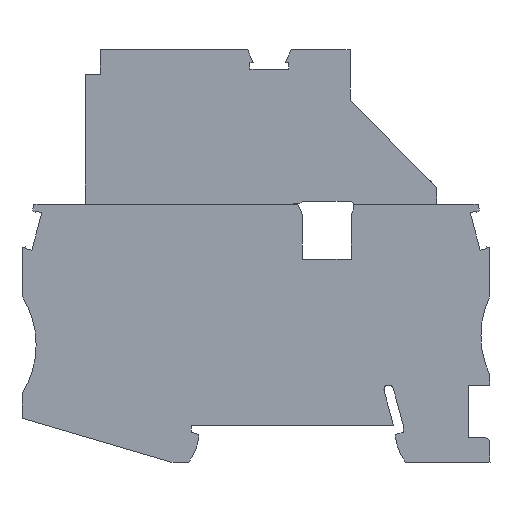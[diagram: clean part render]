
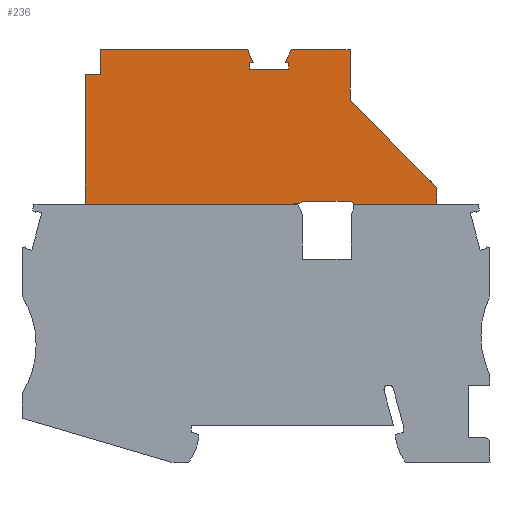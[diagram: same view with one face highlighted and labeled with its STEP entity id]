
A CAD part, left-side view. The second image highlights one B-rep face of the part: STEP entity #236.
In plain terms, the highlighted planar face has unit normal (-1, 0, 0).
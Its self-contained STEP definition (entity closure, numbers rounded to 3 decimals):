
#236=ADVANCED_FACE('',(#576),#577,.T.);
#576=FACE_OUTER_BOUND('',#1016,.T.);
#577=PLANE('',#1017);
#1016=EDGE_LOOP('',(#1647,#1648,#1649,#1650,#1651,#1652,#1653,#1654,#1655,#1656,#1657,#1658,#1659,#1660,#1661,#1662,#1663,#1664,#1665,#1666,#1667,#1668,#1669));
#1017=AXIS2_PLACEMENT_3D('',#1670,#1671,#1672);
#1647=ORIENTED_EDGE('',*,*,#2795,.F.);
#1648=ORIENTED_EDGE('',*,*,#2911,.T.);
#1649=ORIENTED_EDGE('',*,*,#2805,.F.);
#1650=ORIENTED_EDGE('',*,*,#2840,.T.);
#1651=ORIENTED_EDGE('',*,*,#2912,.T.);
#1652=ORIENTED_EDGE('',*,*,#2897,.T.);
#1653=ORIENTED_EDGE('',*,*,#2913,.T.);
#1654=ORIENTED_EDGE('',*,*,#2802,.T.);
#1655=ORIENTED_EDGE('',*,*,#2914,.T.);
#1656=ORIENTED_EDGE('',*,*,#2915,.T.);
#1657=ORIENTED_EDGE('',*,*,#2916,.F.);
#1658=ORIENTED_EDGE('',*,*,#2917,.T.);
#1659=ORIENTED_EDGE('',*,*,#2918,.T.);
#1660=ORIENTED_EDGE('',*,*,#2869,.T.);
#1661=ORIENTED_EDGE('',*,*,#2864,.T.);
#1662=ORIENTED_EDGE('',*,*,#2919,.F.);
#1663=ORIENTED_EDGE('',*,*,#2920,.F.);
#1664=ORIENTED_EDGE('',*,*,#2921,.F.);
#1665=ORIENTED_EDGE('',*,*,#2922,.F.);
#1666=ORIENTED_EDGE('',*,*,#2923,.F.);
#1667=ORIENTED_EDGE('',*,*,#2924,.F.);
#1668=ORIENTED_EDGE('',*,*,#2925,.T.);
#1669=ORIENTED_EDGE('',*,*,#2926,.F.);
#1670=CARTESIAN_POINT('',(0.025,47.875,54.875));
#1671=DIRECTION('',(-1.0,0.,0.));
#1672=DIRECTION('',(0.,-1.0,0.0));
#2795=EDGE_CURVE('',#3398,#3400,#3401,.T.);
#2802=EDGE_CURVE('',#3412,#3410,#3413,.T.);
#2805=EDGE_CURVE('',#3416,#3417,#3418,.T.);
#2840=EDGE_CURVE('',#3416,#3474,#3476,.T.);
#2864=EDGE_CURVE('',#3516,#3514,#3517,.T.);
#2869=EDGE_CURVE('',#3524,#3516,#3525,.T.);
#2897=EDGE_CURVE('',#3569,#3570,#3571,.T.);
#2911=EDGE_CURVE('',#3398,#3417,#3593,.T.);
#2912=EDGE_CURVE('',#3474,#3569,#3594,.T.);
#2913=EDGE_CURVE('',#3570,#3412,#3595,.T.);
#2914=EDGE_CURVE('',#3410,#3596,#3597,.T.);
#2915=EDGE_CURVE('',#3596,#3598,#3599,.T.);
#2916=EDGE_CURVE('',#3600,#3598,#3601,.T.);
#2917=EDGE_CURVE('',#3600,#3602,#3603,.T.);
#2918=EDGE_CURVE('',#3602,#3524,#3604,.T.);
#2919=EDGE_CURVE('',#3605,#3514,#3606,.T.);
#2920=EDGE_CURVE('',#3607,#3605,#3608,.T.);
#2921=EDGE_CURVE('',#3609,#3607,#3610,.T.);
#2922=EDGE_CURVE('',#3611,#3609,#3612,.T.);
#2923=EDGE_CURVE('',#3613,#3611,#3614,.T.);
#2924=EDGE_CURVE('',#3615,#3613,#3616,.T.);
#2925=EDGE_CURVE('',#3615,#3617,#3618,.T.);
#2926=EDGE_CURVE('',#3400,#3617,#3619,.T.);
#3398=VERTEX_POINT('',#4237);
#3400=VERTEX_POINT('',#4240);
#3401=LINE('',#4241,#4242);
#3410=VERTEX_POINT('',#4254);
#3412=VERTEX_POINT('',#4257);
#3413=LINE('',#4258,#4259);
#3416=VERTEX_POINT('',#4263);
#3417=VERTEX_POINT('',#4264);
#3418=LINE('',#4265,#4266);
#3474=VERTEX_POINT('',#4341);
#3476=LINE('',#4344,#4345);
#3514=VERTEX_POINT('',#4397);
#3516=VERTEX_POINT('',#4400);
#3517=LINE('',#4401,#4402);
#3524=VERTEX_POINT('',#4412);
#3525=LINE('',#4413,#4414);
#3569=VERTEX_POINT('',#4479);
#3570=VERTEX_POINT('',#4480);
#3571=LINE('',#4481,#4482);
#3593=LINE('',#4514,#4515);
#3594=LINE('',#4516,#4517);
#3595=LINE('',#4518,#4519);
#3596=VERTEX_POINT('',#4520);
#3597=LINE('',#4521,#4522);
#3598=VERTEX_POINT('',#4523);
#3599=LINE('',#4524,#4525);
#3600=VERTEX_POINT('',#4526);
#3601=LINE('',#4527,#4528);
#3602=VERTEX_POINT('',#4529);
#3603=LINE('',#4530,#4531);
#3604=LINE('',#4532,#4533);
#3605=VERTEX_POINT('',#4534);
#3606=LINE('',#4535,#4536);
#3607=VERTEX_POINT('',#4537);
#3608=LINE('',#4538,#4539);
#3609=VERTEX_POINT('',#4540);
#3610=LINE('',#4541,#4542);
#3611=VERTEX_POINT('',#4543);
#3612=LINE('',#4544,#4545);
#3613=VERTEX_POINT('',#4546);
#3614=LINE('',#4547,#4548);
#3615=VERTEX_POINT('',#4549);
#3616=LINE('',#4550,#4551);
#3617=VERTEX_POINT('',#4552);
#3618=LINE('',#4553,#4554);
#3619=LINE('',#4555,#4556);
#4237=CARTESIAN_POINT('',(0.025,22.875,59.209));
#4240=CARTESIAN_POINT('',(0.025,8.675,44.879));
#4241=CARTESIAN_POINT('',(0.025,-35.499,0.3));
#4242=VECTOR('',#6092,1.0);
#4254=CARTESIAN_POINT('',(0.025,39.237,65.345));
#4257=CARTESIAN_POINT('',(0.025,39.237,64.275));
#4258=CARTESIAN_POINT('',(0.025,39.237,0.3));
#4259=VECTOR('',#6100,1.0);
#4263=CARTESIAN_POINT('',(0.025,32.516,67.45));
#4264=CARTESIAN_POINT('',(0.025,22.875,67.45));
#4265=CARTESIAN_POINT('',(0.025,38.825,67.45));
#4266=VECTOR('',#6102,1.0);
#4341=CARTESIAN_POINT('',(0.025,33.44,65.345));
#4344=CARTESIAN_POINT('',(0.025,62.025,0.3));
#4345=VECTOR('',#6144,1.0);
#4397=CARTESIAN_POINT('',(0.025,32.175,42.2));
#4400=CARTESIAN_POINT('',(0.025,66.175,42.2));
#4401=CARTESIAN_POINT('',(0.025,70.656,42.2));
#4402=VECTOR('',#6172,1.0);
#4412=CARTESIAN_POINT('',(0.025,66.175,63.45));
#4413=CARTESIAN_POINT('',(0.025,66.175,0.3));
#4414=VECTOR('',#6176,1.0);
#4479=CARTESIAN_POINT('',(0.025,32.912,65.345));
#4480=CARTESIAN_POINT('',(0.025,32.912,64.275));
#4481=CARTESIAN_POINT('',(0.025,32.912,0.3));
#4482=VECTOR('',#6198,1.0);
#4514=CARTESIAN_POINT('',(0.025,22.875,0.3));
#4515=VECTOR('',#6209,1.0);
#4516=CARTESIAN_POINT('',(0.025,38.825,65.345));
#4517=VECTOR('',#6210,1.0);
#4518=CARTESIAN_POINT('',(0.025,38.825,64.275));
#4519=VECTOR('',#6211,1.0);
#4520=CARTESIAN_POINT('',(0.025,38.71,65.345));
#4521=CARTESIAN_POINT('',(0.025,38.825,65.345));
#4522=VECTOR('',#6212,1.0);
#4523=CARTESIAN_POINT('',(0.025,39.634,67.45));
#4524=CARTESIAN_POINT('',(0.025,10.125,0.3));
#4525=VECTOR('',#6213,1.0);
#4526=CARTESIAN_POINT('',(0.025,63.675,67.45));
#4527=CARTESIAN_POINT('',(0.025,38.825,67.45));
#4528=VECTOR('',#6214,1.0);
#4529=CARTESIAN_POINT('',(0.025,63.675,63.45));
#4530=CARTESIAN_POINT('',(0.025,63.675,0.3));
#4531=VECTOR('',#6215,1.0);
#4532=CARTESIAN_POINT('',(0.025,38.825,63.45));
#4533=VECTOR('',#6216,1.0);
#4534=CARTESIAN_POINT('',(0.025,32.175,42.3));
#4535=CARTESIAN_POINT('',(0.025,32.175,0.3));
#4536=VECTOR('',#6217,1.0);
#4537=CARTESIAN_POINT('',(0.025,31.075,42.3));
#4538=CARTESIAN_POINT('',(0.025,38.825,42.3));
#4539=VECTOR('',#6218,1.0);
#4540=CARTESIAN_POINT('',(0.025,30.675,42.7));
#4541=CARTESIAN_POINT('',(0.025,73.075,0.3));
#4542=VECTOR('',#6219,1.0);
#4543=CARTESIAN_POINT('',(0.025,22.675,42.7));
#4544=CARTESIAN_POINT('',(0.025,38.825,42.7));
#4545=VECTOR('',#6220,1.0);
#4546=CARTESIAN_POINT('',(0.025,22.275,42.3));
#4547=CARTESIAN_POINT('',(0.025,38.825,58.85));
#4548=VECTOR('',#6221,1.0);
#4549=CARTESIAN_POINT('',(0.025,22.275,42.2));
#4550=CARTESIAN_POINT('',(0.025,22.275,0.3));
#4551=VECTOR('',#6222,1.0);
#4552=CARTESIAN_POINT('',(0.025,8.675,42.2));
#4553=CARTESIAN_POINT('',(0.025,70.656,42.2));
#4554=VECTOR('',#6223,1.0);
#4555=CARTESIAN_POINT('',(0.025,8.675,0.3));
#4556=VECTOR('',#6224,1.0);
#6092=DIRECTION('',(0.,-0.704,-0.71));
#6100=DIRECTION('',(0.,0.0,1.0));
#6102=DIRECTION('',(0.,-1.0,0.0));
#6144=DIRECTION('',(0.,0.402,-0.915));
#6172=DIRECTION('',(0.,-1.0,0.0));
#6176=DIRECTION('',(0.,0.0,-1.0));
#6198=DIRECTION('',(0.,0.0,-1.0));
#6209=DIRECTION('',(0.,0.0,1.0));
#6210=DIRECTION('',(0.,-1.0,0.0));
#6211=DIRECTION('',(0.,1.0,0.0));
#6212=DIRECTION('',(0.,-1.0,0.0));
#6213=DIRECTION('',(0.,0.402,0.915));
#6214=DIRECTION('',(0.,-1.0,0.0));
#6215=DIRECTION('',(0.,0.0,-1.0));
#6216=DIRECTION('',(0.,1.0,0.0));
#6217=DIRECTION('',(0.,0.,-1.0));
#6218=DIRECTION('',(0.,1.0,0.));
#6219=DIRECTION('',(0.,0.707,-0.707));
#6220=DIRECTION('',(0.,1.0,0.));
#6221=DIRECTION('',(0.,0.707,0.707));
#6222=DIRECTION('',(0.,0.,1.0));
#6223=DIRECTION('',(0.,-1.0,0.0));
#6224=DIRECTION('',(0.,0.,-1.0));
